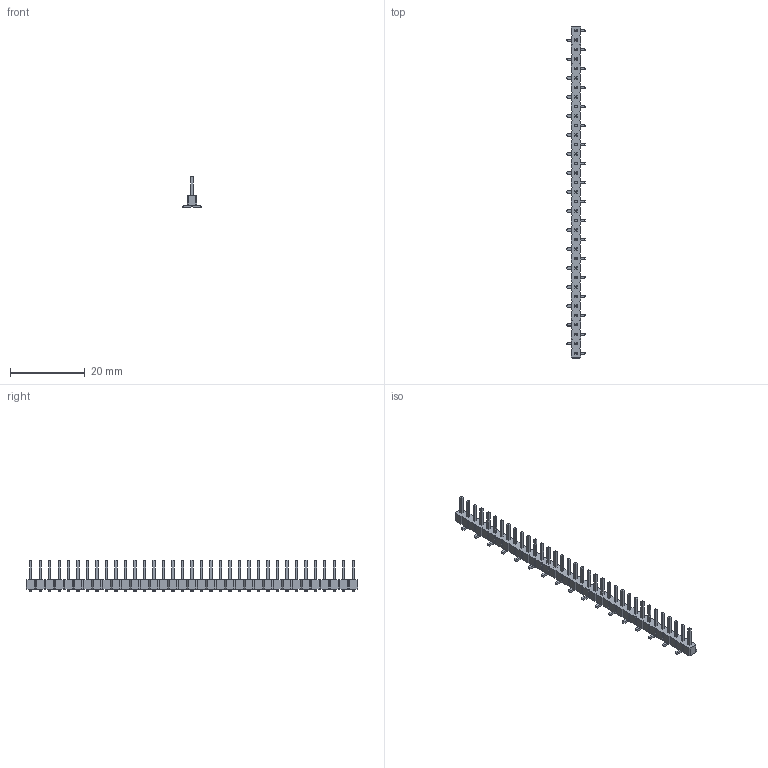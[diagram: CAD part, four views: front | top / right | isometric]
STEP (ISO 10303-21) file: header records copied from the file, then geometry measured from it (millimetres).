
FILE_DESCRIPTION(/* description */ ('model of Pin_Header_Straight_1x35_Pitch2.54mm_SMD_Pin1Right'),/* implementation_level */ '2;1');
FILE_NAME(/* name */ 'Pin_Header_Straight_1x35_Pitch2.54mm_SMD_Pin1Right.step',/* time_stamp */ '2017-08-19T04:12:42',/* author */ ('kicad StepUp','ksu'),/* organization */ ('FreeCAD'),/* preprocessor_version */ 'OCC',/* originating_system */ 'kicad StepUp',/* authorisation */ '');
FILE_SCHEMA(('AUTOMOTIVE_DESIGN { 1 0 10303 214 1 1 1 1 }'));
Length unit declared in the file: millimetre
Products named in the file (1): Pin_Header_Straight_1x35_Pitch254mm_SMD_Pin1Right
Bounding box: 5 x 88.9 x 8.54 mm (x, y, z)
Volume: 671 mm3; surface area: 1610.8 mm2
Topology: 1 solids, 1 shells, 914 faces, 2246 edges, 1404 vertices
Faces by surface type: plane 844, cylinder 70
Entity records: 32541 total; most frequent: CARTESIAN_POINT 4565, ORIENTED_EDGE 4492, DIRECTION 4216, EDGE_CURVE 2246, LINE 2106, VECTOR 2106, VERTEX_POINT 1404, AXIS2_PLACEMENT_3D 1055
